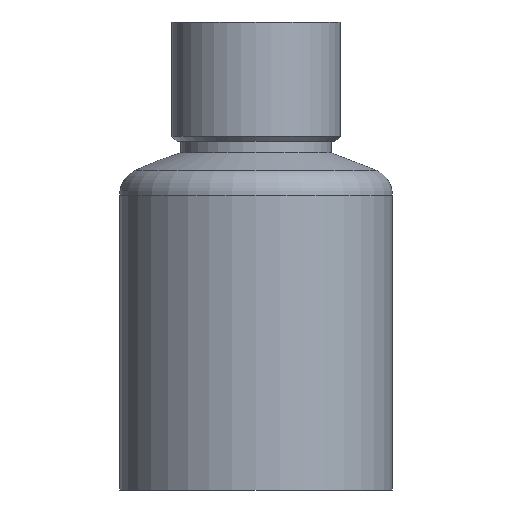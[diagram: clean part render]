
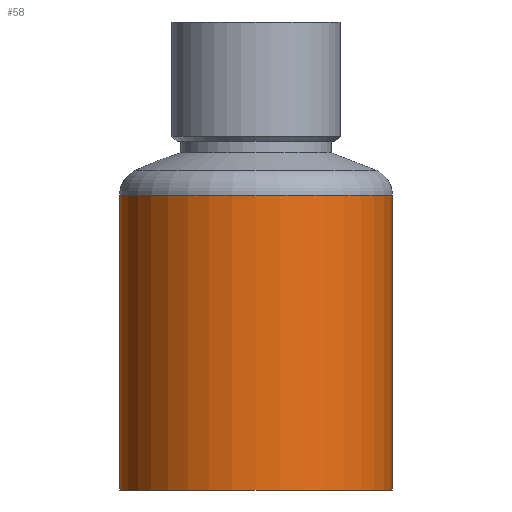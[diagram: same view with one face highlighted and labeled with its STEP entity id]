
A CAD part, front view. The second image highlights one B-rep face of the part: STEP entity #58.
In plain terms, the highlighted cylindrical face has radius 38.05 mm (diameter 76.1 mm), a full revolution.
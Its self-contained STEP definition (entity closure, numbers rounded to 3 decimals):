
#58 = ADVANCED_FACE( '', ( #121, #122 ), #123, .T. );
#121 = FACE_OUTER_BOUND( '', #182, .T. );
#122 = FACE_OUTER_BOUND( '', #183, .T. );
#123 = CYLINDRICAL_SURFACE( '', #184, 38.05 );
#182 = EDGE_LOOP( '', ( #257 ) );
#183 = EDGE_LOOP( '', ( #258 ) );
#184 = AXIS2_PLACEMENT_3D( '', #259, #260, #261 );
#257 = ORIENTED_EDGE( '', *, *, #292, .F. );
#258 = ORIENTED_EDGE( '', *, *, #303, .T. );
#259 = CARTESIAN_POINT( '', ( 0., 0., -1.156 ) );
#260 = DIRECTION( '', ( 0., 0., 1. ) );
#261 = DIRECTION( '', ( -1., 0., 0. ) );
#292 = EDGE_CURVE( '', #326, #326, #327, .T. );
#303 = EDGE_CURVE( '', #342, #342, #343, .T. );
#326 = VERTEX_POINT( '', #366 );
#327 = CIRCLE( '', #367, 38.05 );
#342 = VERTEX_POINT( '', #382 );
#343 = CIRCLE( '', #383, 38.05 );
#366 = CARTESIAN_POINT( '', ( -38.05, 0., -56.222 ) );
#367 = AXIS2_PLACEMENT_3D( '', #408, #409, #410 );
#382 = CARTESIAN_POINT( '', ( -38.05, 0., 25.986 ) );
#383 = AXIS2_PLACEMENT_3D( '', #423, #424, #425 );
#408 = CARTESIAN_POINT( '', ( 0., 0., -56.222 ) );
#409 = DIRECTION( '', ( 0., 0., -1. ) );
#410 = DIRECTION( '', ( -1., 0., 0. ) );
#423 = CARTESIAN_POINT( '', ( 0., 0., 25.986 ) );
#424 = DIRECTION( '', ( 0., 0., -1. ) );
#425 = DIRECTION( '', ( -1., 0., 0. ) );
